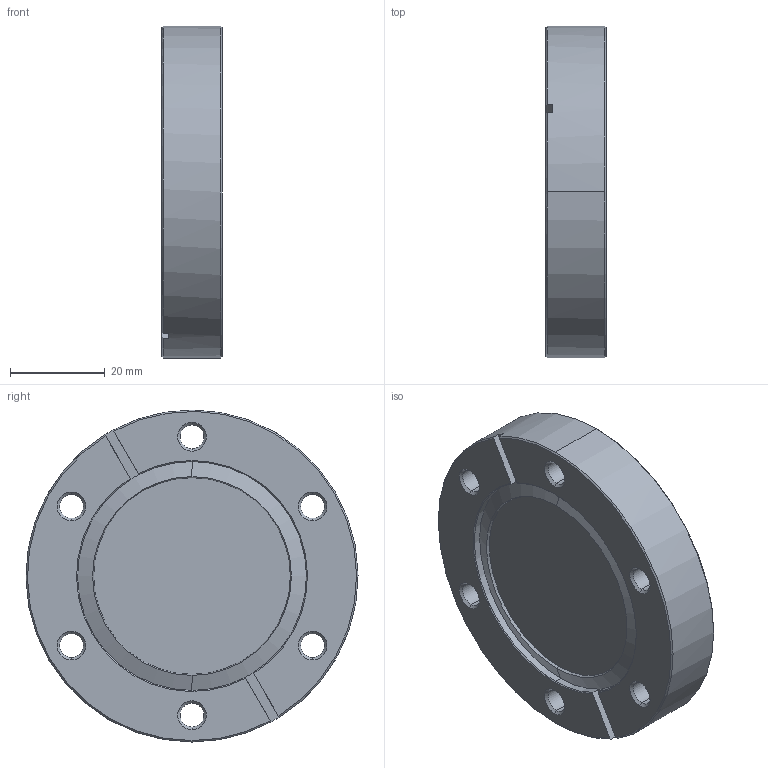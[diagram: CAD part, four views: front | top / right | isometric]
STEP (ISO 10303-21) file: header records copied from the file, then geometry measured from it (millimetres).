
FILE_DESCRIPTION (( 'STEP AP214' ), '1' );
FILE_NAME ('Hositrad_CF35-BRT.STEP', '2017-04-28T12:54:11', ( 'Gebruiker' ), ( '' ), 'SwSTEP 2.0', 'SolidWorks 2017', '' );
FILE_SCHEMA (( 'AUTOMOTIVE_DESIGN' ));
Length unit declared in the file: millimetre
Products named in the file (3): Hositrad_CF35-BRT; CF35-BR-innerring; CF35-BRT-outerring
Assembly tree (2 placements, depth 2):
  Hositrad_CF35-BRT
    CF35-BR-innerring
    CF35-BRT-outerring
Bounding box: 12.7 x 70 x 70 mm (x, y, z)
Volume: 38029.4 mm3; surface area: 14973.6 mm2
Topology: 2 solids, 2 shells, 72 faces, 168 edges, 100 vertices
Faces by surface type: cone 40, cylinder 20, plane 12
Entity records: 2352 total; most frequent: DIRECTION 402, CARTESIAN_POINT 369, ORIENTED_EDGE 336, EDGE_CURVE 168, AXIS2_PLACEMENT_3D 165, VERTEX_POINT 100, CIRCLE 88, EDGE_LOOP 86
